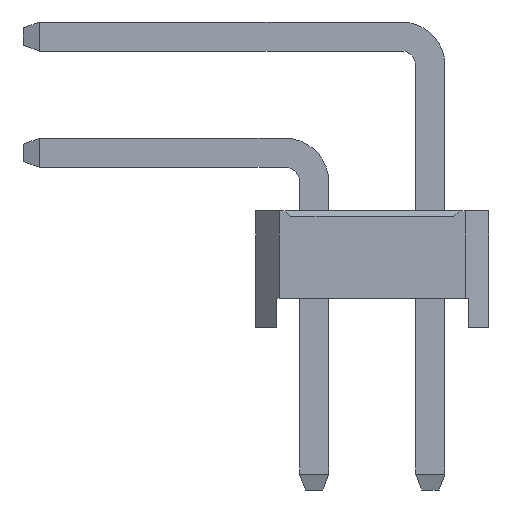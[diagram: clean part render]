
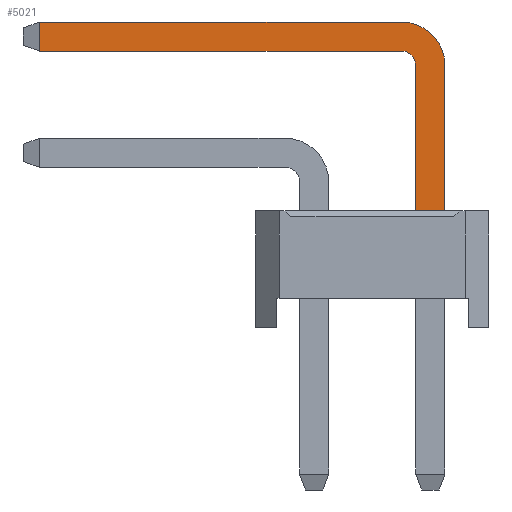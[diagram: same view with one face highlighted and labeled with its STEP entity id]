
A CAD part, left-side view. The second image highlights one B-rep face of the part: STEP entity #5021.
In plain terms, the highlighted planar face has unit normal (-1, 0, 0).
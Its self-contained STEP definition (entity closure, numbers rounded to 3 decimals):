
#5021=ADVANCED_FACE('',(#22057),#22059,.T.);
#22057=FACE_BOUND('',#22058,.T.);
#22058=EDGE_LOOP('',(#35853,#35854,#35855,#35856,#35857,#35858,#35859,#35860));
#22059=PLANE('',#22060);
#22060=AXIS2_PLACEMENT_3D('',#22061,#22062,#22063);
#22061=CARTESIAN_POINT('',(-0.25,-1.75,-2.8));
#22062=DIRECTION('',(-1.,0.,0.));
#22063=DIRECTION('',(0.,-1.,0.));
#35853=ORIENTED_EDGE('',*,*,#44347,.F.);
#35854=ORIENTED_EDGE('',*,*,#44348,.F.);
#35855=ORIENTED_EDGE('',*,*,#44349,.F.);
#35856=ORIENTED_EDGE('',*,*,#44350,.F.);
#35857=ORIENTED_EDGE('',*,*,#42213,.T.);
#35858=ORIENTED_EDGE('',*,*,#44346,.T.);
#35859=ORIENTED_EDGE('',*,*,#44351,.T.);
#35860=ORIENTED_EDGE('',*,*,#44352,.T.);
#42213=EDGE_CURVE('',#47511,#47509,#47512,.T.);
#44346=EDGE_CURVE('',#47509,#51174,#51176,.T.);
#44347=EDGE_CURVE('',#51177,#51178,#51179,.T.);
#44348=EDGE_CURVE('',#51180,#51177,#51181,.T.);
#44349=EDGE_CURVE('',#51182,#51180,#51183,.T.);
#44350=EDGE_CURVE('',#47511,#51182,#51184,.T.);
#44351=EDGE_CURVE('',#51174,#51185,#51186,.T.);
#44352=EDGE_CURVE('',#51185,#51178,#51187,.T.);
#47509=VERTEX_POINT('',#56294);
#47511=VERTEX_POINT('',#56298);
#47512=LINE('',#56299,#56300);
#51174=VERTEX_POINT('',#64363);
#51176=LINE('',#64367,#64368);
#51177=VERTEX_POINT('',#64370);
#51178=VERTEX_POINT('',#64371);
#51179=LINE('',#64372,#64373);
#51180=VERTEX_POINT('',#64375);
#51181=LINE('',#64376,#64377);
#51182=VERTEX_POINT('',#64379);
#51183=CIRCLE('',#64380,0.25);
#51184=LINE('',#64384,#64385);
#51185=VERTEX_POINT('',#64387);
#51186=CIRCLE('',#64388,0.75);
#51187=LINE('',#64392,#64393);
#56294=CARTESIAN_POINT('',(-0.25,-2.25,2.));
#56298=CARTESIAN_POINT('',(-0.25,-1.75,2.));
#56299=CARTESIAN_POINT('',(-0.25,-1.75,2.));
#56300=VECTOR('',#56301,1.);
#56301=DIRECTION('',(0.,-1.,0.));
#64363=CARTESIAN_POINT('',(-0.25,-2.25,4.5));
#64367=CARTESIAN_POINT('',(-0.25,-2.25,2.));
#64368=VECTOR('',#64369,1.);
#64369=DIRECTION('',(0.,0.,1.));
#64370=CARTESIAN_POINT('',(-0.25,4.725,4.75));
#64371=CARTESIAN_POINT('',(-0.25,4.725,5.25));
#64372=CARTESIAN_POINT('',(-0.25,4.725,4.75));
#64373=VECTOR('',#64374,1.);
#64374=DIRECTION('',(0.,0.,1.));
#64375=CARTESIAN_POINT('',(-0.25,-1.5,4.75));
#64376=CARTESIAN_POINT('',(-0.25,-1.5,4.75));
#64377=VECTOR('',#64378,1.);
#64378=DIRECTION('',(0.,1.,0.));
#64379=CARTESIAN_POINT('',(-0.25,-1.75,4.5));
#64380=AXIS2_PLACEMENT_3D('',#64381,#64382,#64383);
#64381=CARTESIAN_POINT('',(-0.25,-1.5,4.5));
#64382=DIRECTION('',(-1.,-0.,0.));
#64383=DIRECTION('',(0.,-1.,0.));
#64384=CARTESIAN_POINT('',(-0.25,-1.75,2.));
#64385=VECTOR('',#64386,1.);
#64386=DIRECTION('',(0.,0.,1.));
#64387=CARTESIAN_POINT('',(-0.25,-1.5,5.25));
#64388=AXIS2_PLACEMENT_3D('',#64389,#64390,#64391);
#64389=CARTESIAN_POINT('',(-0.25,-1.5,4.5));
#64390=DIRECTION('',(-1.,-0.,0.));
#64391=DIRECTION('',(0.,-1.,0.));
#64392=CARTESIAN_POINT('',(-0.25,-1.5,5.25));
#64393=VECTOR('',#64394,1.);
#64394=DIRECTION('',(0.,1.,0.));
